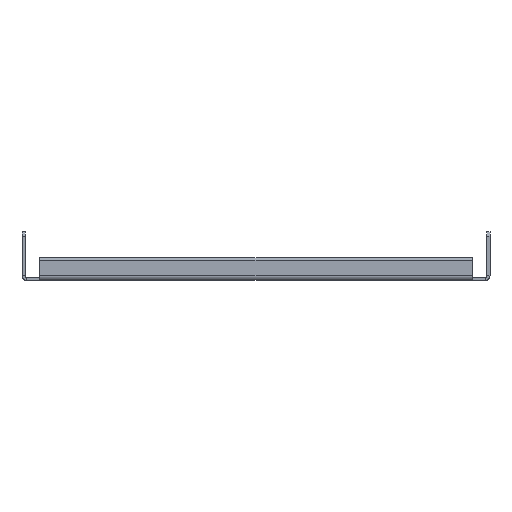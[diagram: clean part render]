
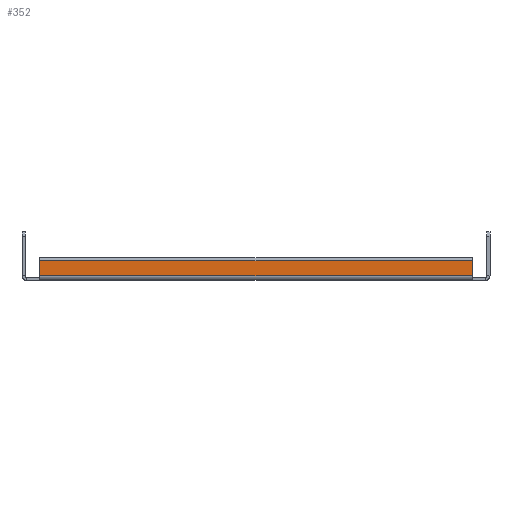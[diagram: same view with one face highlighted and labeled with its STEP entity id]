
A CAD part, front view. The second image highlights one B-rep face of the part: STEP entity #352.
In plain terms, the highlighted planar face has unit normal (0, -1, 0).
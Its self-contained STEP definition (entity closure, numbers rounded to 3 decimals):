
#244=CARTESIAN_POINT('Vertex',(-137.95,-50.,12.5)) ;
#263=CARTESIAN_POINT('Line Origine',(0.,-50.,12.5)) ;
#267=CARTESIAN_POINT('Vertex',(137.95,-50.,12.5)) ;
#310=CARTESIAN_POINT('Line Origine',(137.95,-50.,7.65)) ;
#314=CARTESIAN_POINT('Vertex',(137.95,-50.,2.8)) ;
#329=CARTESIAN_POINT('Axis2P3D Location',(0.,-50.,2.)) ;
#334=CARTESIAN_POINT('Line Origine',(-137.95,-50.,7.25)) ;
#338=CARTESIAN_POINT('Vertex',(-137.95,-50.,2.8)) ;
#341=CARTESIAN_POINT('Line Origine',(0.,-50.,2.8)) ;
#264=DIRECTION('Vector Direction',(-1.,0.,0.)) ;
#311=DIRECTION('Vector Direction',(0.,0.,1.)) ;
#330=DIRECTION('Axis2P3D Direction',(0.,-1.,0.)) ;
#331=DIRECTION('Axis2P3D XDirection',(1.,0.,0.)) ;
#335=DIRECTION('Vector Direction',(0.,0.,1.)) ;
#342=DIRECTION('Vector Direction',(1.,0.,0.)) ;
#332=AXIS2_PLACEMENT_3D('Plane Axis2P3D',#329,#330,#331) ;
#347=ORIENTED_EDGE('',*,*,#340,.F.) ;
#348=ORIENTED_EDGE('',*,*,#345,.F.) ;
#349=ORIENTED_EDGE('',*,*,#316,.T.) ;
#350=ORIENTED_EDGE('',*,*,#269,.T.) ;
#265=VECTOR('Line Direction',#264,1.) ;
#312=VECTOR('Line Direction',#311,1.) ;
#336=VECTOR('Line Direction',#335,1.) ;
#343=VECTOR('Line Direction',#342,1.) ;
#352=ADVANCED_FACE('PartBody',(#351),#333,.T.) ;
#269=EDGE_CURVE('',#268,#245,#266,.T.) ;
#316=EDGE_CURVE('',#315,#268,#313,.T.) ;
#340=EDGE_CURVE('',#339,#245,#337,.T.) ;
#345=EDGE_CURVE('',#315,#339,#344,.F.) ;
#346=EDGE_LOOP('',(#347,#348,#349,#350)) ;
#351=FACE_OUTER_BOUND('',#346,.T.) ;
#266=LINE('Line',#263,#265) ;
#313=LINE('Line',#310,#312) ;
#337=LINE('Line',#334,#336) ;
#344=LINE('Line',#341,#343) ;
#333=PLANE('',#332) ;
#245=VERTEX_POINT('',#244) ;
#268=VERTEX_POINT('',#267) ;
#315=VERTEX_POINT('',#314) ;
#339=VERTEX_POINT('',#338) ;
